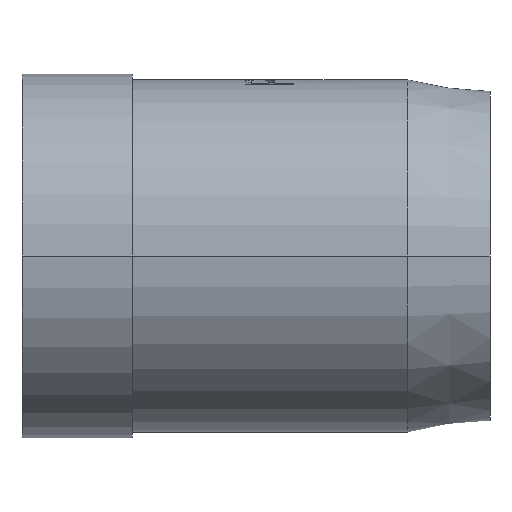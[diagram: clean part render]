
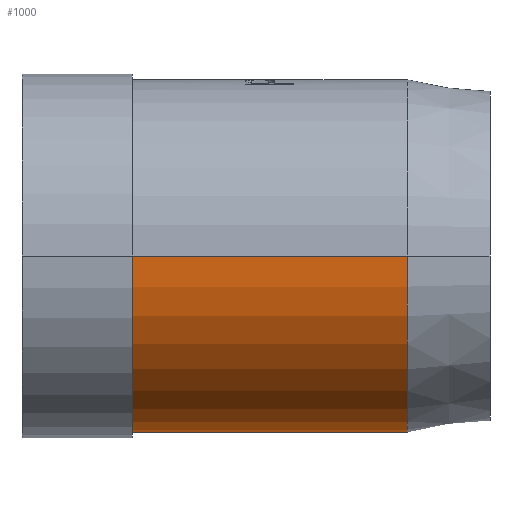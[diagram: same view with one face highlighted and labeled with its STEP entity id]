
A CAD part, front view. The second image highlights one B-rep face of the part: STEP entity #1000.
In plain terms, the highlighted cylindrical face has radius 6.4 mm (diameter 12.8 mm), a partial arc.
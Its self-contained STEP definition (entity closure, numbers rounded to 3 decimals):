
#460=CARTESIAN_POINT('',(14.,-6.4,0.));
#470=VERTEX_POINT('',#460);
#550=CARTESIAN_POINT('',(14.,6.4,0.));
#560=VERTEX_POINT('',#550);
#590=CARTESIAN_POINT('',(14.,0.,0.));
#600=DIRECTION('',(-1.,0.,0.));
#610=DIRECTION('',(0.,1.,0.));
#620=AXIS2_PLACEMENT_3D('',#590,#600,#610);
#630=CIRCLE('',#620,6.4);
#640=EDGE_CURVE('',#560,#470,#630,.T.);
#690=CARTESIAN_POINT('',(9.,0.,0.));
#700=DIRECTION('',(1.,-0.,-0.));
#710=DIRECTION('',(-0.,-1.,0.));
#720=AXIS2_PLACEMENT_3D('',#690,#700,#710);
#730=CYLINDRICAL_SURFACE('',#720,6.4);
#740=CARTESIAN_POINT('',(9.,-6.4,0.));
#750=DIRECTION('',(1.,-0.,-0.));
#760=VECTOR('',#750,1.);
#770=LINE('',#740,#760);
#780=CARTESIAN_POINT('',(4.,-6.4,0.));
#790=VERTEX_POINT('',#780);
#800=EDGE_CURVE('',#790,#470,#770,.T.);
#810=ORIENTED_EDGE('',*,*,#800,.F.);
#820=ORIENTED_EDGE('',*,*,#640,.T.);
#830=CARTESIAN_POINT('',(9.,6.4,0.));
#840=DIRECTION('',(1.,-0.,-0.));
#850=VECTOR('',#840,1.);
#860=LINE('',#830,#850);
#870=CARTESIAN_POINT('',(4.,6.4,0.));
#880=VERTEX_POINT('',#870);
#890=EDGE_CURVE('',#880,#560,#860,.T.);
#900=ORIENTED_EDGE('',*,*,#890,.T.);
#910=CARTESIAN_POINT('',(4.,0.,0.));
#920=DIRECTION('',(-1.,0.,0.));
#930=DIRECTION('',(0.,1.,0.));
#940=AXIS2_PLACEMENT_3D('',#910,#920,#930);
#950=CIRCLE('',#940,6.4);
#960=EDGE_CURVE('',#880,#790,#950,.T.);
#970=ORIENTED_EDGE('',*,*,#960,.F.);
#980=EDGE_LOOP('',(#970,#900,#820,#810));
#990=FACE_OUTER_BOUND('',#980,.T.);
#1000=ADVANCED_FACE('',(#990),#730,.T.);
